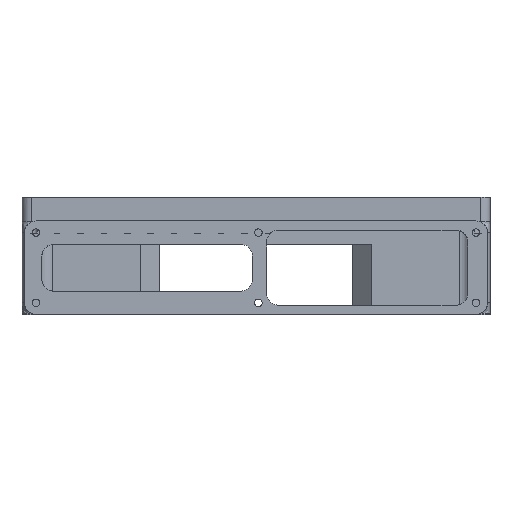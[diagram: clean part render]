
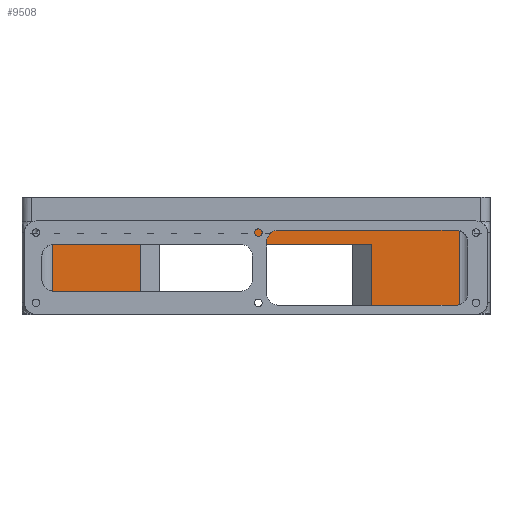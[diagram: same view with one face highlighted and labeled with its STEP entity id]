
A CAD part, front view. The second image highlights one B-rep face of the part: STEP entity #9508.
In plain terms, the highlighted planar face has unit normal (0, -1, 0).
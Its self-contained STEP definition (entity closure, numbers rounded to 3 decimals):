
#882 = PLANE('',#883);
#883 = AXIS2_PLACEMENT_3D('',#884,#885,#886);
#884 = CARTESIAN_POINT('',(0.,0.,0.));
#885 = DIRECTION('',(0.,0.,1.));
#886 = DIRECTION('',(1.,0.,0.));
#1261 = PLANE('',#1262);
#1262 = AXIS2_PLACEMENT_3D('',#1263,#1264,#1265);
#1263 = CARTESIAN_POINT('',(0.,0.,0.));
#1264 = DIRECTION('',(0.,0.,1.));
#1265 = DIRECTION('',(1.,0.,0.));
#1289 = PLANE('',#1290);
#1290 = AXIS2_PLACEMENT_3D('',#1291,#1292,#1293);
#1291 = CARTESIAN_POINT('',(70.711,0.,0.));
#1292 = DIRECTION('',(-0.707,-0.707,0.));
#1293 = DIRECTION('',(-0.707,0.707,0.));
#1317 = PLANE('',#1318);
#1318 = AXIS2_PLACEMENT_3D('',#1319,#1320,#1321);
#1319 = CARTESIAN_POINT('',(0.,7.562,15.));
#1320 = DIRECTION('',(0.,0.,1.));
#1321 = DIRECTION('',(1.,0.,0.));
#1343 = PLANE('',#1344);
#1344 = AXIS2_PLACEMENT_3D('',#1345,#1346,#1347);
#1345 = CARTESIAN_POINT('',(0.,70.711,0.));
#1346 = DIRECTION('',(0.707,-0.707,0.));
#1347 = DIRECTION('',(-0.707,-0.707,0.));
#1934 = PLANE('',#1935);
#1935 = AXIS2_PLACEMENT_3D('',#1936,#1937,#1938);
#1936 = CARTESIAN_POINT('',(0.,0.,23.4));
#1937 = DIRECTION('',(0.,0.,1.));
#1938 = DIRECTION('',(1.,0.,0.));
#3101 = VERTEX_POINT('',#3102);
#3102 = CARTESIAN_POINT('',(-43.5,46.,0.));
#3117 = CYLINDRICAL_SURFACE('',#3118,2.5);
#3118 = AXIS2_PLACEMENT_3D('',#3119,#3120,#3121);
#3119 = CARTESIAN_POINT('',(-43.5,43.5,23.4));
#3120 = DIRECTION('',(0.,0.,1.));
#3121 = DIRECTION('',(1.,0.,0.));
#3129 = EDGE_CURVE('',#3101,#3130,#3132,.T.);
#3130 = VERTEX_POINT('',#3131);
#3131 = CARTESIAN_POINT('',(-24.711,46.,0.));
#3132 = SURFACE_CURVE('',#3133,(#3137,#3144),.PCURVE_S1.);
#3133 = LINE('',#3134,#3135);
#3134 = CARTESIAN_POINT('',(-21.75,46.,0.));
#3135 = VECTOR('',#3136,1.);
#3136 = DIRECTION('',(1.,0.,0.));
#3137 = PCURVE('',#882,#3138);
#3138 = DEFINITIONAL_REPRESENTATION('',(#3139),#3143);
#3139 = LINE('',#3140,#3141);
#3140 = CARTESIAN_POINT('',(-21.75,46.));
#3141 = VECTOR('',#3142,1.);
#3142 = DIRECTION('',(1.,0.));
#3143 = ( GEOMETRIC_REPRESENTATION_CONTEXT(2) 
PARAMETRIC_REPRESENTATION_CONTEXT() REPRESENTATION_CONTEXT('2D SPACE',''
  ) );
#3144 = PCURVE('',#3145,#3150);
#3145 = PLANE('',#3146);
#3146 = AXIS2_PLACEMENT_3D('',#3147,#3148,#3149);
#3147 = CARTESIAN_POINT('',(-43.5,46.,23.4));
#3148 = DIRECTION('',(0.,-1.,0.));
#3149 = DIRECTION('',(1.,0.,0.));
#3150 = DEFINITIONAL_REPRESENTATION('',(#3151),#3155);
#3151 = LINE('',#3152,#3153);
#3152 = CARTESIAN_POINT('',(21.75,-23.4));
#3153 = VECTOR('',#3154,1.);
#3154 = DIRECTION('',(1.,0.));
#3155 = ( GEOMETRIC_REPRESENTATION_CONTEXT(2) 
PARAMETRIC_REPRESENTATION_CONTEXT() REPRESENTATION_CONTEXT('2D SPACE',''
  ) );
#3803 = VERTEX_POINT('',#3804);
#3804 = CARTESIAN_POINT('',(-24.711,46.,15.));
#3825 = EDGE_CURVE('',#3130,#3803,#3826,.T.);
#3826 = SURFACE_CURVE('',#3827,(#3831,#3838),.PCURVE_S1.);
#3827 = LINE('',#3828,#3829);
#3828 = CARTESIAN_POINT('',(-24.711,46.,11.7));
#3829 = VECTOR('',#3830,1.);
#3830 = DIRECTION('',(0.,0.,1.));
#3831 = PCURVE('',#1343,#3832);
#3832 = DEFINITIONAL_REPRESENTATION('',(#3833),#3837);
#3833 = LINE('',#3834,#3835);
#3834 = CARTESIAN_POINT('',(34.946,-11.7));
#3835 = VECTOR('',#3836,1.);
#3836 = DIRECTION('',(0.,-1.));
#3837 = ( GEOMETRIC_REPRESENTATION_CONTEXT(2) 
PARAMETRIC_REPRESENTATION_CONTEXT() REPRESENTATION_CONTEXT('2D SPACE',''
  ) );
#3838 = PCURVE('',#3145,#3839);
#3839 = DEFINITIONAL_REPRESENTATION('',(#3840),#3844);
#3840 = LINE('',#3841,#3842);
#3841 = CARTESIAN_POINT('',(18.789,-11.7));
#3842 = VECTOR('',#3843,1.);
#3843 = DIRECTION('',(0.,1.));
#3844 = ( GEOMETRIC_REPRESENTATION_CONTEXT(2) 
PARAMETRIC_REPRESENTATION_CONTEXT() REPRESENTATION_CONTEXT('2D SPACE',''
  ) );
#3850 = EDGE_CURVE('',#3851,#3803,#3853,.T.);
#3851 = VERTEX_POINT('',#3852);
#3852 = CARTESIAN_POINT('',(24.711,46.,15.));
#3853 = SURFACE_CURVE('',#3854,(#3858,#3865),.PCURVE_S1.);
#3854 = LINE('',#3855,#3856);
#3855 = CARTESIAN_POINT('',(-21.75,46.,15.));
#3856 = VECTOR('',#3857,1.);
#3857 = DIRECTION('',(-1.,0.,0.));
#3858 = PCURVE('',#1317,#3859);
#3859 = DEFINITIONAL_REPRESENTATION('',(#3860),#3864);
#3860 = LINE('',#3861,#3862);
#3861 = CARTESIAN_POINT('',(-21.75,38.438));
#3862 = VECTOR('',#3863,1.);
#3863 = DIRECTION('',(-1.,0.));
#3864 = ( GEOMETRIC_REPRESENTATION_CONTEXT(2) 
PARAMETRIC_REPRESENTATION_CONTEXT() REPRESENTATION_CONTEXT('2D SPACE',''
  ) );
#3865 = PCURVE('',#3145,#3866);
#3866 = DEFINITIONAL_REPRESENTATION('',(#3867),#3871);
#3867 = LINE('',#3868,#3869);
#3868 = CARTESIAN_POINT('',(21.75,-8.4));
#3869 = VECTOR('',#3870,1.);
#3870 = DIRECTION('',(-1.,0.));
#3871 = ( GEOMETRIC_REPRESENTATION_CONTEXT(2) 
PARAMETRIC_REPRESENTATION_CONTEXT() REPRESENTATION_CONTEXT('2D SPACE',''
  ) );
#3899 = VERTEX_POINT('',#3900);
#3900 = CARTESIAN_POINT('',(24.711,46.,0.));
#3921 = EDGE_CURVE('',#3851,#3899,#3922,.T.);
#3922 = SURFACE_CURVE('',#3923,(#3927,#3934),.PCURVE_S1.);
#3923 = LINE('',#3924,#3925);
#3924 = CARTESIAN_POINT('',(24.711,46.,11.7));
#3925 = VECTOR('',#3926,1.);
#3926 = DIRECTION('',(0.,0.,-1.));
#3927 = PCURVE('',#1289,#3928);
#3928 = DEFINITIONAL_REPRESENTATION('',(#3929),#3933);
#3929 = LINE('',#3930,#3931);
#3930 = CARTESIAN_POINT('',(65.054,-11.7));
#3931 = VECTOR('',#3932,1.);
#3932 = DIRECTION('',(0.,1.));
#3933 = ( GEOMETRIC_REPRESENTATION_CONTEXT(2) 
PARAMETRIC_REPRESENTATION_CONTEXT() REPRESENTATION_CONTEXT('2D SPACE',''
  ) );
#3934 = PCURVE('',#3145,#3935);
#3935 = DEFINITIONAL_REPRESENTATION('',(#3936),#3940);
#3936 = LINE('',#3937,#3938);
#3937 = CARTESIAN_POINT('',(68.211,-11.7));
#3938 = VECTOR('',#3939,1.);
#3939 = DIRECTION('',(0.,-1.));
#3940 = ( GEOMETRIC_REPRESENTATION_CONTEXT(2) 
PARAMETRIC_REPRESENTATION_CONTEXT() REPRESENTATION_CONTEXT('2D SPACE',''
  ) );
#3949 = EDGE_CURVE('',#3899,#3950,#3952,.T.);
#3950 = VERTEX_POINT('',#3951);
#3951 = CARTESIAN_POINT('',(43.5,46.,0.));
#3952 = SURFACE_CURVE('',#3953,(#3957,#3964),.PCURVE_S1.);
#3953 = LINE('',#3954,#3955);
#3954 = CARTESIAN_POINT('',(-21.75,46.,0.));
#3955 = VECTOR('',#3956,1.);
#3956 = DIRECTION('',(1.,0.,0.));
#3957 = PCURVE('',#1261,#3958);
#3958 = DEFINITIONAL_REPRESENTATION('',(#3959),#3963);
#3959 = LINE('',#3960,#3961);
#3960 = CARTESIAN_POINT('',(-21.75,46.));
#3961 = VECTOR('',#3962,1.);
#3962 = DIRECTION('',(1.,0.));
#3963 = ( GEOMETRIC_REPRESENTATION_CONTEXT(2) 
PARAMETRIC_REPRESENTATION_CONTEXT() REPRESENTATION_CONTEXT('2D SPACE',''
  ) );
#3964 = PCURVE('',#3145,#3965);
#3965 = DEFINITIONAL_REPRESENTATION('',(#3966),#3970);
#3966 = LINE('',#3967,#3968);
#3967 = CARTESIAN_POINT('',(21.75,-23.4));
#3968 = VECTOR('',#3969,1.);
#3969 = DIRECTION('',(1.,0.));
#3970 = ( GEOMETRIC_REPRESENTATION_CONTEXT(2) 
PARAMETRIC_REPRESENTATION_CONTEXT() REPRESENTATION_CONTEXT('2D SPACE',''
  ) );
#3989 = CYLINDRICAL_SURFACE('',#3990,2.5);
#3990 = AXIS2_PLACEMENT_3D('',#3991,#3992,#3993);
#3991 = CARTESIAN_POINT('',(43.5,43.5,23.4));
#3992 = DIRECTION('',(0.,0.,1.));
#3993 = DIRECTION('',(1.,0.,0.));
#5833 = VERTEX_POINT('',#5834);
#5834 = CARTESIAN_POINT('',(-43.5,46.,23.4));
#5858 = EDGE_CURVE('',#5833,#5859,#5861,.T.);
#5859 = VERTEX_POINT('',#5860);
#5860 = CARTESIAN_POINT('',(43.5,46.,23.4));
#5861 = SURFACE_CURVE('',#5862,(#5866,#5873),.PCURVE_S1.);
#5862 = LINE('',#5863,#5864);
#5863 = CARTESIAN_POINT('',(-43.5,46.,23.4));
#5864 = VECTOR('',#5865,1.);
#5865 = DIRECTION('',(1.,0.,0.));
#5866 = PCURVE('',#1934,#5867);
#5867 = DEFINITIONAL_REPRESENTATION('',(#5868),#5872);
#5868 = LINE('',#5869,#5870);
#5869 = CARTESIAN_POINT('',(-43.5,46.));
#5870 = VECTOR('',#5871,1.);
#5871 = DIRECTION('',(1.,0.));
#5872 = ( GEOMETRIC_REPRESENTATION_CONTEXT(2) 
PARAMETRIC_REPRESENTATION_CONTEXT() REPRESENTATION_CONTEXT('2D SPACE',''
  ) );
#5873 = PCURVE('',#3145,#5874);
#5874 = DEFINITIONAL_REPRESENTATION('',(#5875),#5879);
#5875 = LINE('',#5876,#5877);
#5876 = CARTESIAN_POINT('',(0.,0.));
#5877 = VECTOR('',#5878,1.);
#5878 = DIRECTION('',(1.,0.));
#5879 = ( GEOMETRIC_REPRESENTATION_CONTEXT(2) 
PARAMETRIC_REPRESENTATION_CONTEXT() REPRESENTATION_CONTEXT('2D SPACE',''
  ) );
#9486 = EDGE_CURVE('',#5833,#3101,#9487,.T.);
#9487 = SURFACE_CURVE('',#9488,(#9492,#9499),.PCURVE_S1.);
#9488 = LINE('',#9489,#9490);
#9489 = CARTESIAN_POINT('',(-43.5,46.,23.4));
#9490 = VECTOR('',#9491,1.);
#9491 = DIRECTION('',(-0.,-0.,-1.));
#9492 = PCURVE('',#3117,#9493);
#9493 = DEFINITIONAL_REPRESENTATION('',(#9494),#9498);
#9494 = LINE('',#9495,#9496);
#9495 = CARTESIAN_POINT('',(1.571,0.));
#9496 = VECTOR('',#9497,1.);
#9497 = DIRECTION('',(0.,-1.));
#9498 = ( GEOMETRIC_REPRESENTATION_CONTEXT(2) 
PARAMETRIC_REPRESENTATION_CONTEXT() REPRESENTATION_CONTEXT('2D SPACE',''
  ) );
#9499 = PCURVE('',#3145,#9500);
#9500 = DEFINITIONAL_REPRESENTATION('',(#9501),#9505);
#9501 = LINE('',#9502,#9503);
#9502 = CARTESIAN_POINT('',(0.,0.));
#9503 = VECTOR('',#9504,1.);
#9504 = DIRECTION('',(0.,-1.));
#9505 = ( GEOMETRIC_REPRESENTATION_CONTEXT(2) 
PARAMETRIC_REPRESENTATION_CONTEXT() REPRESENTATION_CONTEXT('2D SPACE',''
  ) );
#9508 = ADVANCED_FACE('',(#9509),#3145,.T.);
#9509 = FACE_BOUND('',#9510,.T.);
#9510 = EDGE_LOOP('',(#9511,#9512,#9513,#9514,#9515,#9516,#9517,#9518));
#9511 = ORIENTED_EDGE('',*,*,#5858,.F.);
#9512 = ORIENTED_EDGE('',*,*,#9486,.T.);
#9513 = ORIENTED_EDGE('',*,*,#3129,.T.);
#9514 = ORIENTED_EDGE('',*,*,#3825,.T.);
#9515 = ORIENTED_EDGE('',*,*,#3850,.F.);
#9516 = ORIENTED_EDGE('',*,*,#3921,.T.);
#9517 = ORIENTED_EDGE('',*,*,#3949,.T.);
#9518 = ORIENTED_EDGE('',*,*,#9519,.F.);
#9519 = EDGE_CURVE('',#5859,#3950,#9520,.T.);
#9520 = SURFACE_CURVE('',#9521,(#9525,#9532),.PCURVE_S1.);
#9521 = LINE('',#9522,#9523);
#9522 = CARTESIAN_POINT('',(43.5,46.,23.4));
#9523 = VECTOR('',#9524,1.);
#9524 = DIRECTION('',(-0.,-0.,-1.));
#9525 = PCURVE('',#3145,#9526);
#9526 = DEFINITIONAL_REPRESENTATION('',(#9527),#9531);
#9527 = LINE('',#9528,#9529);
#9528 = CARTESIAN_POINT('',(87.,0.));
#9529 = VECTOR('',#9530,1.);
#9530 = DIRECTION('',(0.,-1.));
#9531 = ( GEOMETRIC_REPRESENTATION_CONTEXT(2) 
PARAMETRIC_REPRESENTATION_CONTEXT() REPRESENTATION_CONTEXT('2D SPACE',''
  ) );
#9532 = PCURVE('',#3989,#9533);
#9533 = DEFINITIONAL_REPRESENTATION('',(#9534),#9538);
#9534 = LINE('',#9535,#9536);
#9535 = CARTESIAN_POINT('',(1.571,0.));
#9536 = VECTOR('',#9537,1.);
#9537 = DIRECTION('',(0.,-1.));
#9538 = ( GEOMETRIC_REPRESENTATION_CONTEXT(2) 
PARAMETRIC_REPRESENTATION_CONTEXT() REPRESENTATION_CONTEXT('2D SPACE',''
  ) );
